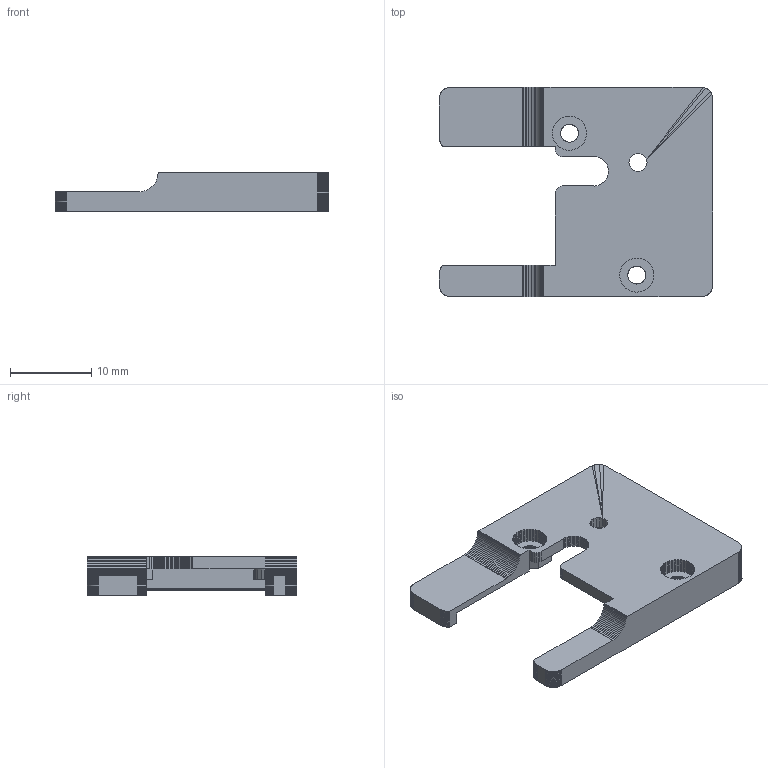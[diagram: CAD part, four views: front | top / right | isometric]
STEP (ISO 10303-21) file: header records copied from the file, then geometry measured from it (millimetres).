
FILE_DESCRIPTION (( 'STEP AP214' ), '1' );
FILE_NAME ('SensorTileBox_COVER.STEP', '2016-08-31T14:56:12', ( 'STMicroelectronics' ), ( 'STMicroelectronics' ), 'SwSTEP 2.0', 'SolidWorks 2016', '' );
FILE_SCHEMA (( 'AUTOMOTIVE_DESIGN' ));
Length unit declared in the file: millimetre
Products named in the file (1): SensorTileBox_COVER
Bounding box: 33.8 x 25.9 x 4.74 mm (x, y, z)
Surface area: 2079.1 mm2 (no closed solid volume)
Topology: 0 solids, 3 shells, 1522 faces, 3195 edges, 1677 vertices
Faces by surface type: plane 1522
Entity records: 38710 total; most frequent: CARTESIAN_POINT 8690, ORIENTED_EDGE 6384, DIRECTION 5476, EDGE_CURVE 3195, VECTOR 2430, LINE 2430, VERTEX_POINT 1677, EDGE_LOOP 1528
